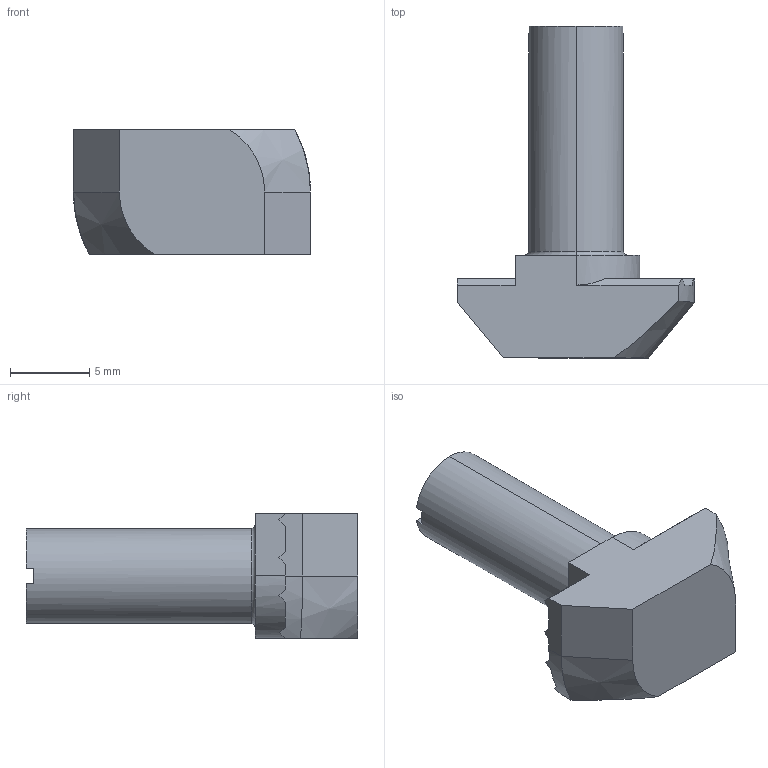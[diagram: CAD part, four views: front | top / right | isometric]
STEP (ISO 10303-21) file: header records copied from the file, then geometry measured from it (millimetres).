
FILE_DESCRIPTION (( 'STEP AP214' ), '1' );
FILE_NAME ('SNSD.30.51.42. Ò-Áîëò Ì6õ16, ïàç 8(Ñ32).STEP', '2014-12-01T11:59:42', ( 'XTreme.ws' ), ( 'XTreme.ws' ), 'SwSTEP 2.0', 'SolidWorks 2014', '' );
FILE_SCHEMA (( 'AUTOMOTIVE_DESIGN' ));
Length unit declared in the file: millimetre
Products named in the file (1): SNSD.30.51.42. Ò-Áîëò Ì6õ16, ïàç 8(Ñ32)
Bounding box: 15 x 21 x 7.9 mm (x, y, z)
Volume: 966.4 mm3; surface area: 721 mm2
Topology: 1 solids, 1 shells, 47 faces, 128 edges, 84 vertices
Faces by surface type: plane 37, cylinder 6, torus 2, cone 2
Entity records: 1550 total; most frequent: CARTESIAN_POINT 336, ORIENTED_EDGE 256, DIRECTION 228, EDGE_CURVE 128, LINE 84, VERTEX_POINT 84, VECTOR 84, AXIS2_PLACEMENT_3D 72
